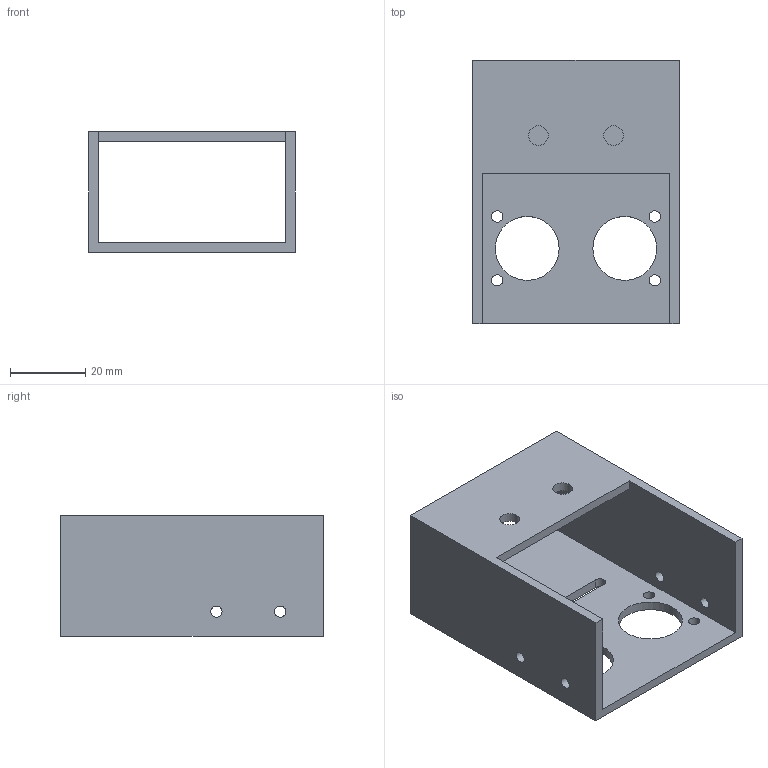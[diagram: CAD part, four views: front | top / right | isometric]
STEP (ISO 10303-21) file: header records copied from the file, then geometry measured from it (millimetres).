
FILE_DESCRIPTION(/* description */ (''),/* implementation_level */ '2;1');
FILE_NAME(/* name */ '5f26999b-e64f-4ed3-b507-249b5a7e42ac.stp',/* time_stamp */ '2023-11-27T12:27:08Z',/* author */ (''),/* organization */ (''),/* preprocessor_version */ 'ST-DEVELOPER v20',/* originating_system */ 'Autodesk Translation Framework v12.14.0.127',/* authorisation */ '');
FILE_SCHEMA (('AUTOMOTIVE_DESIGN { 1 0 10303 214 3 1 1 }'));
Length unit declared in the file: millimetre
Products named in the file (1): sensor-base
Bounding box: 55 x 70 x 32 mm (x, y, z)
Volume: 21861.1 mm3; surface area: 19347.2 mm2
Topology: 1 solids, 1 shells, 30 faces, 90 edges, 60 vertices
Faces by surface type: plane 16, cylinder 14
Full cylindrical faces by diameter (mm): 3 x8, 5.2 x2, 17 x2
Entity records: 1107 total; most frequent: CARTESIAN_POINT 181, ORIENTED_EDGE 180, DIRECTION 180, EDGE_CURVE 90, LINE 62, VECTOR 62, VERTEX_POINT 60, AXIS2_PLACEMENT_3D 59
